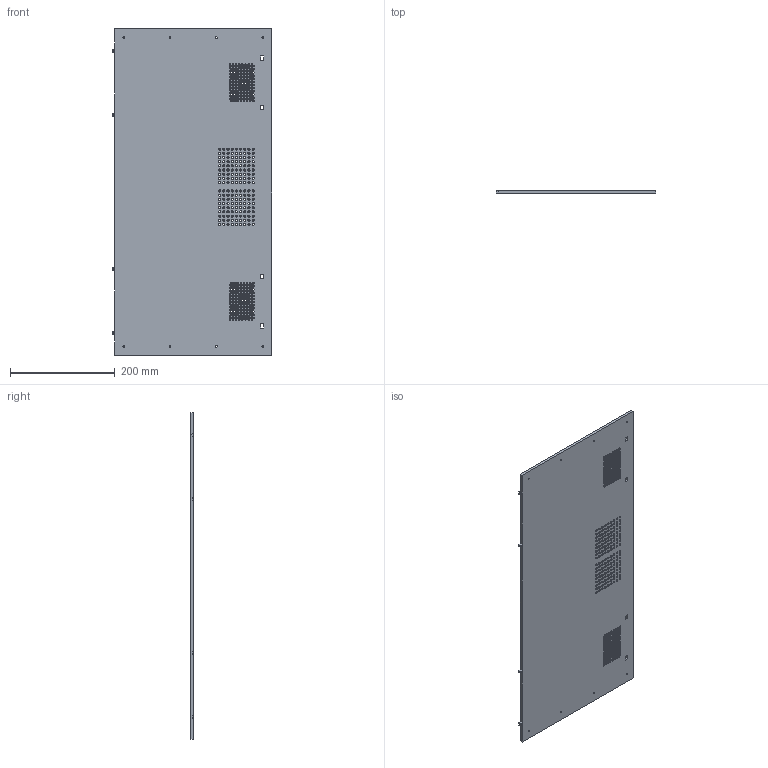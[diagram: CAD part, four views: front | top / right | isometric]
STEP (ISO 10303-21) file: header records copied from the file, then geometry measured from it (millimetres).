
FILE_DESCRIPTION (( 'STEP AP203' ), '1' );
FILE_NAME ('Main Sheet metal part flat.STEP', '2024-06-28T06:06:21', ( '' ), ( '' ), 'SwSTEP 2.0', 'SolidWorks 2023', '' );
FILE_SCHEMA (( 'CONFIG_CONTROL_DESIGN' ));
Length unit declared in the file: millimetre
Products named in the file (1): Main Sheet metal part flat
Bounding box: 304.61 x 5 x 624.44 mm (x, y, z)
Volume: 912083.8 mm3; surface area: 403662.2 mm2
Topology: 1 solids, 1 shells, 1154 faces, 3456 edges, 2304 vertices
Faces by surface type: cylinder 1116, plane 38
Entity records: 42597 total; most frequent: DIRECTION 7998, CARTESIAN_POINT 6915, ORIENTED_EDGE 6912, EDGE_CURVE 3456, AXIS2_PLACEMENT_3D 3387, VERTEX_POINT 2304, EDGE_LOOP 2278, CIRCLE 2232
